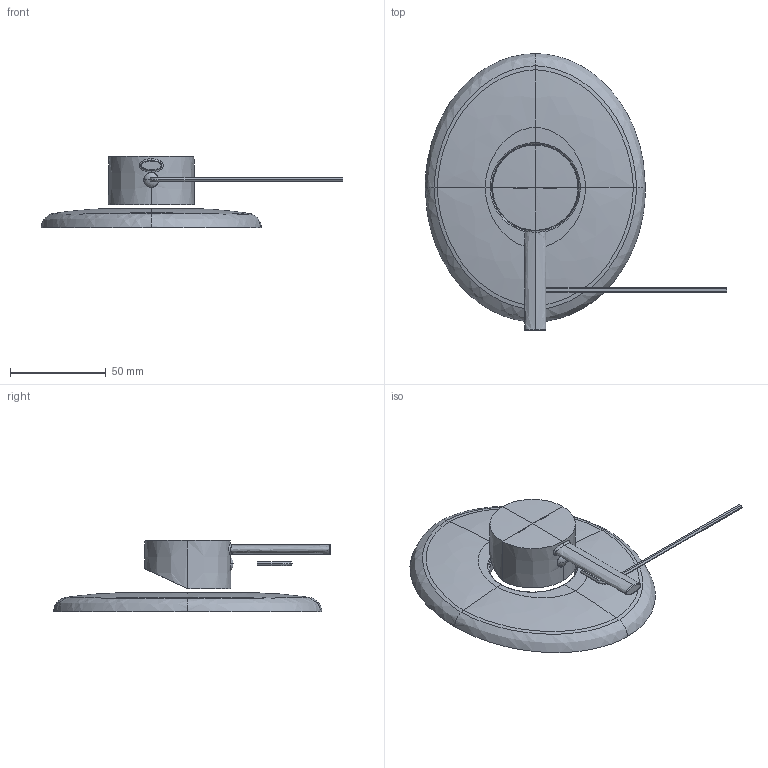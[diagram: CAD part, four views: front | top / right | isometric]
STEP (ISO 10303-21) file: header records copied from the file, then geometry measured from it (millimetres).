
FILE_DESCRIPTION((''),'2;1');
FILE_NAME('BR010CREST_ASM','2021-01-29T17:10:39',('stefano.gianpani'),('PAFFONI SpA'),'CREO PARAMETRIC BY PTC INC, 2020044','CREO PARAMETRIC BY PTC INC, 2020044','');
FILE_SCHEMA(('CONFIG_CONTROL_DESIGN','SHAPE_APPEARANCE_LAYERS_GROUPS'));
Length unit declared in the file: millimetre
Products named in the file (8): 4061183CR; 592704006A2; TCF0691105CR; CHBR02L; 8001115_ASM; 4061181CR; 2091319; BR010CREST_ASM
Assembly tree (7 placements, depth 3):
  BR010CREST_ASM
    4061183CR
    8001115_ASM
      592704006A2
      TCF0691105CR
      CHBR02L
    4061181CR
    2091319
Bounding box: 157.5 x 144.5 x 37.3 mm (x, y, z)
Volume: 41975.3 mm3; surface area: 41804.3 mm2
Topology: 6 solids, 7 shells, 180 faces, 412 edges, 247 vertices
Faces by surface type: plane 60, bspline 47, cylinder 43, cone 16, torus 10, extrusion 2, sphere 2
Entity records: 9365 total; most frequent: CARTESIAN_POINT 4140, ORIENTED_EDGE 808, DIRECTION 713, PRESENTATION_STYLE_ASSIGNMENT 413, STYLED_ITEM 413, CURVE_STYLE 406, EDGE_CURVE 406, AXIS2_PLACEMENT_3D 268
